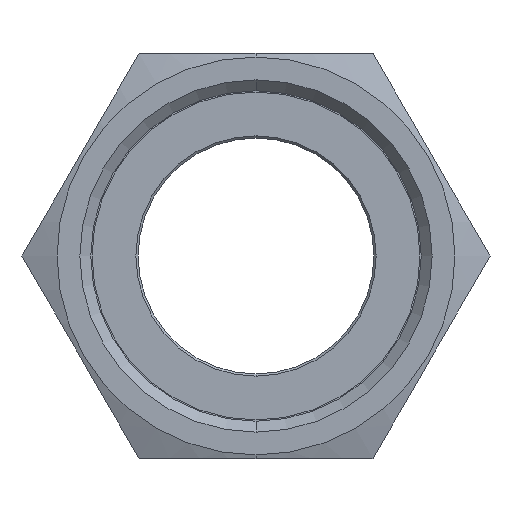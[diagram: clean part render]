
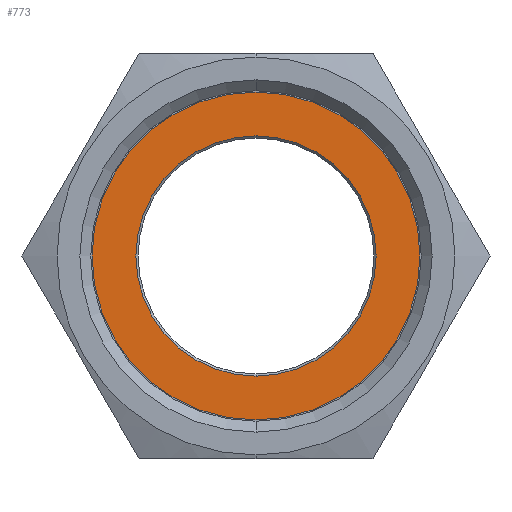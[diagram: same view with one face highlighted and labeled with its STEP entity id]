
A CAD part, left-side view. The second image highlights one B-rep face of the part: STEP entity #773.
In plain terms, the highlighted planar face has unit normal (-1, 0, 0).
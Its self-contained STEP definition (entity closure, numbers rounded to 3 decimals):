
#82 = DIRECTION ( 'NONE',  ( 0., 0., -1. ) ) ;
#172 = EDGE_CURVE ( 'NONE', #1147, #13909, #9771, .T. ) ;
#289 = AXIS2_PLACEMENT_3D ( 'NONE', #5392, #3911, #14343 ) ;
#773 = ADVANCED_FACE ( 'NONE', ( #5548, #9203 ), #13997, .T. ) ;
#1147 = VERTEX_POINT ( 'NONE', #7153 ) ;
#1479 = EDGE_LOOP ( 'NONE', ( #2382, #15747 ) ) ;
#1971 = EDGE_LOOP ( 'NONE', ( #13047, #14110 ) ) ;
#2110 = CARTESIAN_POINT ( 'NONE',  ( -62., 0., -16.3 ) ) ;
#2241 = DIRECTION ( 'NONE',  ( -1., 0., 0. ) ) ;
#2382 = ORIENTED_EDGE ( 'NONE', *, *, #2641, .T. ) ;
#2591 = DIRECTION ( 'NONE',  ( 1., 0., 0. ) ) ;
#2641 = EDGE_CURVE ( 'NONE', #4842, #6058, #15417, .T. ) ;
#2928 = AXIS2_PLACEMENT_3D ( 'NONE', #15496, #16809, #15553 ) ;
#3911 = DIRECTION ( 'NONE',  ( 1., 0., 0. ) ) ;
#3973 = AXIS2_PLACEMENT_3D ( 'NONE', #7924, #2591, #82 ) ;
#4685 = EDGE_CURVE ( 'NONE', #13909, #1147, #7992, .T. ) ;
#4842 = VERTEX_POINT ( 'NONE', #10761 ) ;
#5392 = CARTESIAN_POINT ( 'NONE',  ( -62., 0., 0. ) ) ;
#5548 = FACE_BOUND ( 'NONE', #1479, .T. ) ;
#6058 = VERTEX_POINT ( 'NONE', #2110 ) ;
#7153 = CARTESIAN_POINT ( 'NONE',  ( -62., 0., 22.25 ) ) ;
#7234 = CARTESIAN_POINT ( 'NONE',  ( -62., 0., 0. ) ) ;
#7469 = CARTESIAN_POINT ( 'NONE',  ( -62., 22.25, 0. ) ) ;
#7576 = AXIS2_PLACEMENT_3D ( 'NONE', #7234, #16156, #8531 ) ;
#7924 = CARTESIAN_POINT ( 'NONE',  ( -62., 0., 0. ) ) ;
#7992 = CIRCLE ( 'NONE', #3973, 22.25 ) ;
#8184 = EDGE_CURVE ( 'NONE', #6058, #4842, #11339, .T. ) ;
#8531 = DIRECTION ( 'NONE',  ( 0., 0., 1. ) ) ;
#8906 = DIRECTION ( 'NONE',  ( 0., 0., 1. ) ) ;
#9203 = FACE_OUTER_BOUND ( 'NONE', #1971, .T. ) ;
#9771 = CIRCLE ( 'NONE', #2928, 22.25 ) ;
#10761 = CARTESIAN_POINT ( 'NONE',  ( -62., 0., 16.3 ) ) ;
#11339 = CIRCLE ( 'NONE', #289, 16.3 ) ;
#13047 = ORIENTED_EDGE ( 'NONE', *, *, #4685, .F. ) ;
#13909 = VERTEX_POINT ( 'NONE', #14388 ) ;
#13997 = PLANE ( 'NONE',  #14747 ) ;
#14110 = ORIENTED_EDGE ( 'NONE', *, *, #172, .F. ) ;
#14343 = DIRECTION ( 'NONE',  ( 0., 0., 1. ) ) ;
#14388 = CARTESIAN_POINT ( 'NONE',  ( -62., 0., -22.25 ) ) ;
#14747 = AXIS2_PLACEMENT_3D ( 'NONE', #7469, #2241, #8906 ) ;
#15417 = CIRCLE ( 'NONE', #7576, 16.3 ) ;
#15496 = CARTESIAN_POINT ( 'NONE',  ( -62., 0., 0. ) ) ;
#15553 = DIRECTION ( 'NONE',  ( 0., 0., -1. ) ) ;
#15747 = ORIENTED_EDGE ( 'NONE', *, *, #8184, .T. ) ;
#16156 = DIRECTION ( 'NONE',  ( 1., 0., 0. ) ) ;
#16809 = DIRECTION ( 'NONE',  ( 1., 0., 0. ) ) ;
